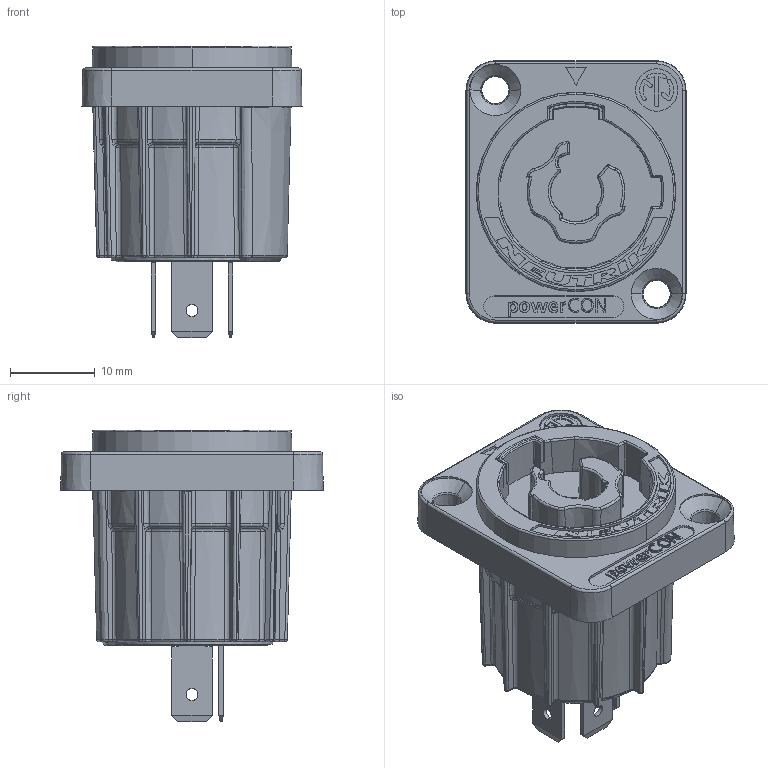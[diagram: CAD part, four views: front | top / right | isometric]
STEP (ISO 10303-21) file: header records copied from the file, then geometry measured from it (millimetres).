
FILE_DESCRIPTION((''),'2;1');
FILE_NAME('30009536','2023-07-19T10:42:45',('SYSTEM'),(''),'CREO PARAMETRIC BY PTC INC, 2021184','CREO PARAMETRIC BY PTC INC, 2021184','');
FILE_SCHEMA(('CONFIG_CONTROL_DESIGN'));
Products named in the file (1): 30009536
Bounding box: 25.9 x 30.9 x 34.3 mm (x, y, z)
Volume: 9605 mm3; surface area: 5316.8 mm2
Topology: 1 solids, 3 shells, 1004 faces, 2416 edges, 1454 vertices
Faces by surface type: plane 254, bspline 232, cylinder 143, extrusion 114, torus 107, cone 95, sphere 59
Entity records: 43146 total; most frequent: CARTESIAN_POINT 21875, ORIENTED_EDGE 4830, DIRECTION 3777, EDGE_CURVE 2415, VERTEX_POINT 1454, AXIS2_PLACEMENT_3D 1452, EDGE_LOOP 1053, FACE_OUTER_BOUND 1004
